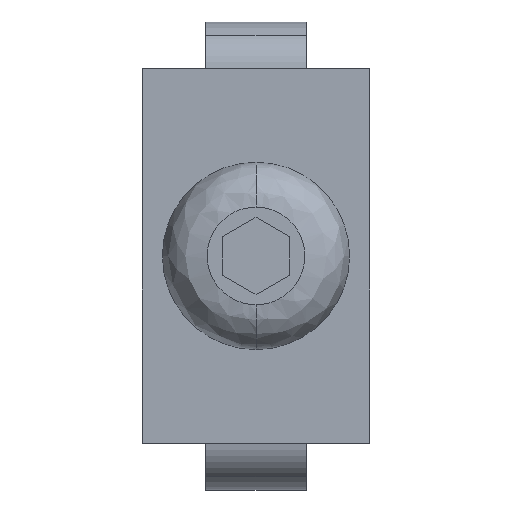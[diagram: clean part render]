
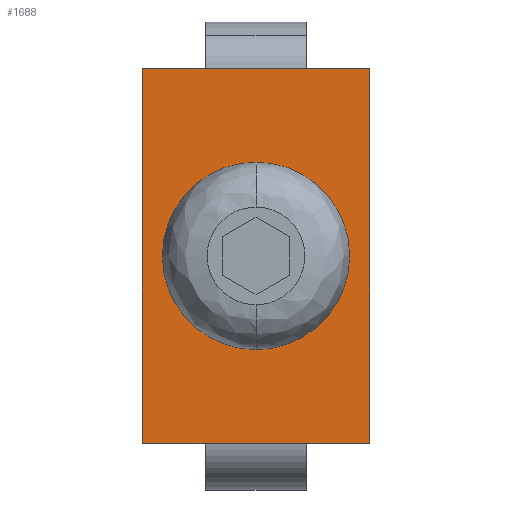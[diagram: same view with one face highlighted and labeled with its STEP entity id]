
A CAD part, front view. The second image highlights one B-rep face of the part: STEP entity #1688.
In plain terms, the highlighted planar face has unit normal (0, -1, 0).
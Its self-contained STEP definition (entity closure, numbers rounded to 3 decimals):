
#18 = AXIS2_PLACEMENT_3D ( 'NONE', #237, #1178, #1446 ) ;
#74 = ORIENTED_EDGE ( 'NONE', *, *, #1083, .F. ) ;
#81 = CARTESIAN_POINT ( 'NONE',  ( 8.5, 0., 14. ) ) ;
#136 = VERTEX_POINT ( 'NONE', #1079 ) ;
#154 = VERTEX_POINT ( 'NONE', #1474 ) ;
#186 = DIRECTION ( 'NONE',  ( 0., -1., 0. ) ) ;
#191 = DIRECTION ( 'NONE',  ( 0., 0., 1. ) ) ;
#197 = ORIENTED_EDGE ( 'NONE', *, *, #1349, .F. ) ;
#209 = DIRECTION ( 'NONE',  ( 0., 0., -1. ) ) ;
#237 = CARTESIAN_POINT ( 'NONE',  ( 0., 0., 0. ) ) ;
#251 = DIRECTION ( 'NONE',  ( 0., 0., -1. ) ) ;
#282 = CIRCLE ( 'NONE', #1142, 7. ) ;
#301 = VECTOR ( 'NONE', #209, 1000. ) ;
#329 = DIRECTION ( 'NONE',  ( 0., 0., -1. ) ) ;
#370 = VECTOR ( 'NONE', #1592, 1000. ) ;
#380 = PLANE ( 'NONE',  #18 ) ;
#381 = DIRECTION ( 'NONE',  ( 0., -1., 0. ) ) ;
#385 = EDGE_CURVE ( 'NONE', #1433, #136, #747, .T. ) ;
#470 = EDGE_CURVE ( 'NONE', #136, #983, #1554, .T. ) ;
#554 = FACE_BOUND ( 'NONE', #1557, .T. ) ;
#574 = CARTESIAN_POINT ( 'NONE',  ( -8.5, 0., -14. ) ) ;
#580 = DIRECTION ( 'NONE',  ( -1., 0., 0. ) ) ;
#601 = FACE_OUTER_BOUND ( 'NONE', #1376, .T. ) ;
#620 = CARTESIAN_POINT ( 'NONE',  ( -8.5, 0., -14. ) ) ;
#662 = VECTOR ( 'NONE', #191, 1000. ) ;
#747 = LINE ( 'NONE', #1141, #662 ) ;
#784 = CARTESIAN_POINT ( 'NONE',  ( 0., 0., 7. ) ) ;
#792 = EDGE_CURVE ( 'NONE', #154, #1433, #1016, .T. ) ;
#844 = VECTOR ( 'NONE', #580, 1000. ) ;
#895 = CARTESIAN_POINT ( 'NONE',  ( 8.5, 0., -14. ) ) ;
#938 = ORIENTED_EDGE ( 'NONE', *, *, #470, .F. ) ;
#983 = VERTEX_POINT ( 'NONE', #81 ) ;
#1015 = EDGE_CURVE ( 'NONE', #983, #154, #1053, .T. ) ;
#1016 = LINE ( 'NONE', #574, #844 ) ;
#1053 = LINE ( 'NONE', #895, #301 ) ;
#1063 = CARTESIAN_POINT ( 'NONE',  ( 8.5, 0., 14. ) ) ;
#1071 = CARTESIAN_POINT ( 'NONE',  ( 0., 0., -7. ) ) ;
#1079 = CARTESIAN_POINT ( 'NONE',  ( -8.5, 0., 14. ) ) ;
#1083 = EDGE_CURVE ( 'NONE', #1490, #1110, #282, .T. ) ;
#1110 = VERTEX_POINT ( 'NONE', #1071 ) ;
#1113 = CARTESIAN_POINT ( 'NONE',  ( 0., 0., 0. ) ) ;
#1141 = CARTESIAN_POINT ( 'NONE',  ( -8.5, 0., 14. ) ) ;
#1142 = AXIS2_PLACEMENT_3D ( 'NONE', #1704, #381, #251 ) ;
#1178 = DIRECTION ( 'NONE',  ( 0., 1., 0. ) ) ;
#1185 = ORIENTED_EDGE ( 'NONE', *, *, #1015, .F. ) ;
#1187 = ORIENTED_EDGE ( 'NONE', *, *, #385, .F. ) ;
#1296 = ORIENTED_EDGE ( 'NONE', *, *, #792, .F. ) ;
#1349 = EDGE_CURVE ( 'NONE', #1110, #1490, #1515, .T. ) ;
#1376 = EDGE_LOOP ( 'NONE', ( #1187, #1296, #1185, #938 ) ) ;
#1433 = VERTEX_POINT ( 'NONE', #620 ) ;
#1446 = DIRECTION ( 'NONE',  ( 0., 0., 1. ) ) ;
#1474 = CARTESIAN_POINT ( 'NONE',  ( 8.5, 0., -14. ) ) ;
#1490 = VERTEX_POINT ( 'NONE', #784 ) ;
#1515 = CIRCLE ( 'NONE', #1716, 7. ) ;
#1554 = LINE ( 'NONE', #1063, #370 ) ;
#1557 = EDGE_LOOP ( 'NONE', ( #197, #74 ) ) ;
#1592 = DIRECTION ( 'NONE',  ( 1., 0., 0. ) ) ;
#1688 = ADVANCED_FACE ( 'NONE', ( #554, #601 ), #380, .F. ) ;
#1704 = CARTESIAN_POINT ( 'NONE',  ( 0., 0., 0. ) ) ;
#1716 = AXIS2_PLACEMENT_3D ( 'NONE', #1113, #186, #329 ) ;
